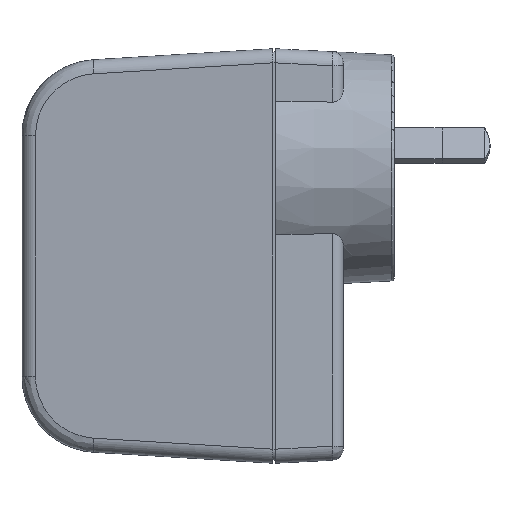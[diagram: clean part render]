
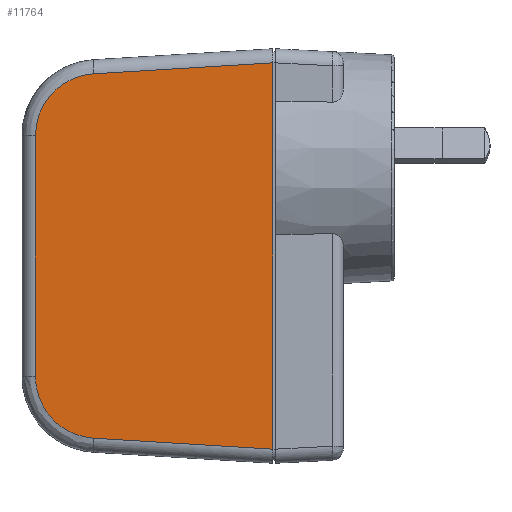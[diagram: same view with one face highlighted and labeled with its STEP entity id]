
A CAD part, left-side view. The second image highlights one B-rep face of the part: STEP entity #11764.
In plain terms, the highlighted face is planar.
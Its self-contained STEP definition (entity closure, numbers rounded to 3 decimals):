
#5797=DIRECTION('',(-1.,0.,0.));
#5798=VECTOR('',#5797,68.504);
#5799=CARTESIAN_POINT('',(34.252,0.5,
-17.5));
#5800=LINE('',#5799,#5798);
#5869=CARTESIAN_POINT('',(34.252,0.5,
-17.5));
#5893=DIRECTION('',(1.,0.,0.));
#5894=VECTOR('',#5893,42.657);
#5895=CARTESIAN_POINT('',(-21.329,42.609,
-15.661));
#5896=LINE('',#5895,#5894);
#5936=DIRECTION('',(-0.061,-0.997,-0.044));
#5937=VECTOR('',#5936,31.87);
#5938=CARTESIAN_POINT('',(-32.308,32.281,
-16.112));
#5939=LINE('',#5938,#5937);
#5940=DIRECTION('',(-0.061,0.997,0.044));
#5941=VECTOR('',#5940,31.87);
#5942=CARTESIAN_POINT('',(34.252,0.5,
-17.5));
#5943=LINE('',#5942,#5941);
#5944=CARTESIAN_POINT('',(32.308,32.281,-16.112));
#5945=CARTESIAN_POINT('',(32.308,32.287,-16.112));
#5946=CARTESIAN_POINT('',(32.285,32.659,-16.096));
#5947=CARTESIAN_POINT('',(32.101,34.268,-16.026));
#5948=CARTESIAN_POINT('',(31.203,36.866,-15.912));
#5949=CARTESIAN_POINT('',(28.589,40.323,-15.761));
#5950=CARTESIAN_POINT('',(24.976,42.277,-15.676));
#5951=CARTESIAN_POINT('',(22.207,42.609,-15.661));
#5952=CARTESIAN_POINT('',(21.329,42.609,-15.661));
#5954=CARTESIAN_POINT('',(-21.329,42.609,
-15.661));
#5955=CARTESIAN_POINT('',(-21.934,42.609,
-15.661));
#5956=CARTESIAN_POINT('',(-23.837,42.452,
-15.668));
#5957=CARTESIAN_POINT('',(-26.818,41.39,
-15.715));
#5958=CARTESIAN_POINT('',(-29.603,39.122,
-15.814));
#5959=CARTESIAN_POINT('',(-31.393,36.375,
-15.934));
#5960=CARTESIAN_POINT('',(-32.121,34.091,
-16.033));
#5961=CARTESIAN_POINT('',(-32.285,32.659,
-16.096));
#5962=CARTESIAN_POINT('',(-32.308,32.287,
-16.112));
#5963=CARTESIAN_POINT('',(-32.308,32.281,
-16.112));
#10127=VERTEX_POINT('',#5869);
#10128=CARTESIAN_POINT('',(-34.252,0.5,
-17.5));
#10129=VERTEX_POINT('',#10128);
#10143=CARTESIAN_POINT('',(32.308,32.281,
-16.112));
#10144=VERTEX_POINT('',#10143);
#10145=CARTESIAN_POINT('',(21.329,42.609,
-15.661));
#10146=VERTEX_POINT('',#10145);
#10147=CARTESIAN_POINT('',(-21.329,42.609,
-15.661));
#10148=VERTEX_POINT('',#10147);
#10149=CARTESIAN_POINT('',(-32.308,32.281,
-16.112));
#10150=VERTEX_POINT('',#10149);
#11751=CARTESIAN_POINT('',(-37.773,-0.493,
-17.543));
#11752=DIRECTION('',(0.,0.044,-0.999));
#11753=DIRECTION('',(1.,0.,0.));
#11754=AXIS2_PLACEMENT_3D('',#11751,#11752,#11753);
#11755=PLANE('',#11754);
#11756=ORIENTED_EDGE('',*,*,#11746,.T.);
#11757=ORIENTED_EDGE('',*,*,#11515,.F.);
#11758=ORIENTED_EDGE('',*,*,#11551,.T.);
#11759=ORIENTED_EDGE('',*,*,#11626,.T.);
#11760=ORIENTED_EDGE('',*,*,#11640,.F.);
#11761=ORIENTED_EDGE('',*,*,#11721,.T.);
#11762=EDGE_LOOP('',(#11756,#11757,#11758,#11759,#11760,#11761));
#11763=FACE_OUTER_BOUND('',#11762,.F.);
#11764=ADVANCED_FACE('',(#11763),#11755,.T.);
#5953=B_SPLINE_CURVE_WITH_KNOTS('',3,(#5944,#5945,#5946,#5947,#5948,#5949,#5950,
#5951,#5952),.UNSPECIFIED.,.F.,.F.,(4,1,1,1,1,1,4),(0.,0.001,
0.072,0.281,0.5,0.842,1.),
.UNSPECIFIED.);
#5964=B_SPLINE_CURVE_WITH_KNOTS('',3,(#5954,#5955,#5956,#5957,#5958,#5959,#5960,
#5961,#5962,#5963),.UNSPECIFIED.,.F.,.F.,(4,1,1,1,1,1,1,4),(0.,
0.109,0.344,0.562,0.75,
0.928,0.999,1.),.UNSPECIFIED.);
#11515=EDGE_CURVE('',#10127,#10129,#5800,.T.);
#11551=EDGE_CURVE('',#10127,#10144,#5943,.T.);
#11626=EDGE_CURVE('',#10144,#10146,#5953,.T.);
#11640=EDGE_CURVE('',#10148,#10146,#5896,.T.);
#11721=EDGE_CURVE('',#10148,#10150,#5964,.T.);
#11746=EDGE_CURVE('',#10150,#10129,#5939,.T.);
